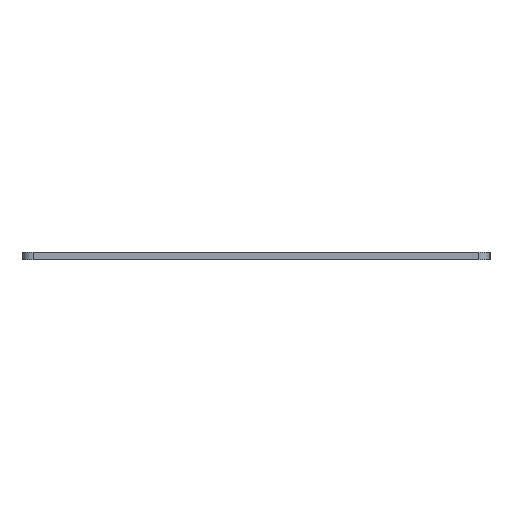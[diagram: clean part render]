
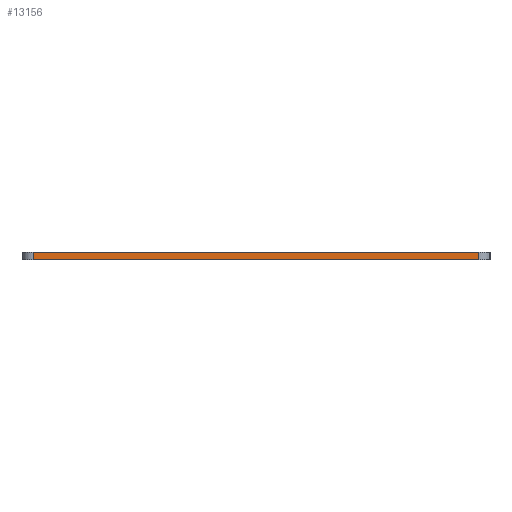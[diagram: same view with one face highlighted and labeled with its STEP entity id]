
A CAD part, left-side view. The second image highlights one B-rep face of the part: STEP entity #13156.
In plain terms, the highlighted planar face has unit normal (-1, 0, 0).
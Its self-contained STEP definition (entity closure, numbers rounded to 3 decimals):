
#464=PLANE('',#14448);
#1102=FACE_OUTER_BOUND('',#1748,.T.);
#1748=EDGE_LOOP('',(#10849,#10850,#10851,#10852));
#3154=LINE('',#22122,#4438);
#3155=LINE('',#22125,#4439);
#3156=LINE('',#22127,#4440);
#3157=LINE('',#22128,#4441);
#4438=VECTOR('',#18252,10.);
#4439=VECTOR('',#18255,10.);
#4440=VECTOR('',#18256,10.);
#4441=VECTOR('',#18257,10.);
#6375=VERTEX_POINT('',#22118);
#6376=VERTEX_POINT('',#22120);
#6377=VERTEX_POINT('',#22124);
#6378=VERTEX_POINT('',#22126);
#8290=EDGE_CURVE('',#6375,#6376,#3154,.T.);
#8291=EDGE_CURVE('',#6375,#6377,#3155,.T.);
#8292=EDGE_CURVE('',#6378,#6376,#3156,.T.);
#8293=EDGE_CURVE('',#6377,#6378,#3157,.T.);
#10849=ORIENTED_EDGE('',*,*,#8291,.F.);
#10850=ORIENTED_EDGE('',*,*,#8290,.T.);
#10851=ORIENTED_EDGE('',*,*,#8292,.F.);
#10852=ORIENTED_EDGE('',*,*,#8293,.F.);
#13156=ADVANCED_FACE('',(#1102),#464,.T.);
#14448=AXIS2_PLACEMENT_3D('',#22123,#18253,#18254);
#18252=DIRECTION('',(0.,0.,-1.));
#18253=DIRECTION('center_axis',(-1.,0.,0.));
#18254=DIRECTION('ref_axis',(0.,1.,0.));
#18255=DIRECTION('',(0.,-1.,0.));
#18256=DIRECTION('',(0.,1.,0.));
#18257=DIRECTION('',(0.,0.,-1.));
#22118=CARTESIAN_POINT('',(113.437,202.743,0.));
#22120=CARTESIAN_POINT('',(113.437,202.743,-1.5));
#22122=CARTESIAN_POINT('',(113.437,202.743,0.));
#22123=CARTESIAN_POINT('Origin',(113.437,111.993,0.));
#22124=CARTESIAN_POINT('',(113.437,111.993,0.));
#22125=CARTESIAN_POINT('',(113.437,202.743,0.));
#22126=CARTESIAN_POINT('',(113.437,111.993,-1.5));
#22127=CARTESIAN_POINT('',(113.437,202.743,-1.5));
#22128=CARTESIAN_POINT('',(113.437,111.993,0.));
